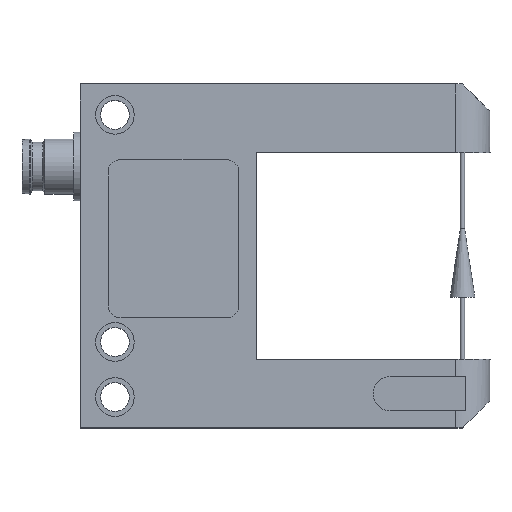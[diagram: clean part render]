
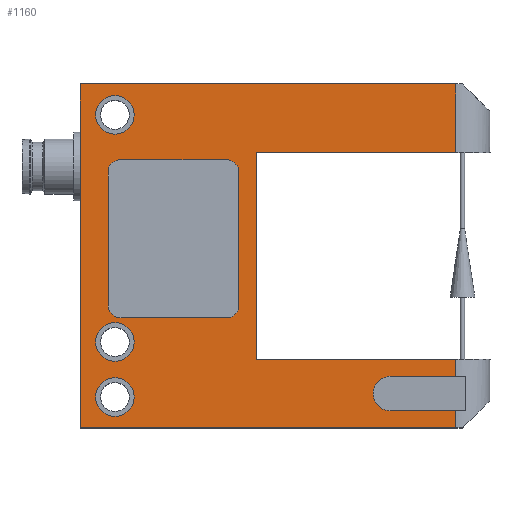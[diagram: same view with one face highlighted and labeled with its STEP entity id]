
A CAD part, top view. The second image highlights one B-rep face of the part: STEP entity #1160.
In plain terms, the highlighted planar face has unit normal (0, 0, 1).
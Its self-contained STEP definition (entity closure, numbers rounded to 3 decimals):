
#90=LINE('',#1887,#162);
#91=LINE('',#1891,#163);
#92=LINE('',#1895,#164);
#93=LINE('',#1899,#165);
#94=LINE('',#1900,#166);
#95=LINE('',#1903,#167);
#96=LINE('',#1907,#168);
#97=LINE('',#1909,#169);
#98=LINE('',#1911,#170);
#99=LINE('',#1913,#171);
#100=LINE('',#1915,#172);
#101=LINE('',#1917,#173);
#102=LINE('',#1919,#174);
#103=LINE('',#1921,#175);
#104=LINE('',#1923,#176);
#105=LINE('',#1925,#177);
#162=VECTOR('',#1475,1000.);
#163=VECTOR('',#1478,1000.);
#164=VECTOR('',#1481,1000.);
#165=VECTOR('',#1484,1000.);
#166=VECTOR('',#1485,1000.);
#167=VECTOR('',#1486,1000.);
#168=VECTOR('',#1489,1000.);
#169=VECTOR('',#1490,1000.);
#170=VECTOR('',#1491,1000.);
#171=VECTOR('',#1492,1000.);
#172=VECTOR('',#1493,1000.);
#173=VECTOR('',#1494,1000.);
#174=VECTOR('',#1495,1000.);
#175=VECTOR('',#1496,1000.);
#176=VECTOR('',#1497,1000.);
#177=VECTOR('',#1498,1000.);
#242=ORIENTED_EDGE('',*,*,#542,.T.);
#243=ORIENTED_EDGE('',*,*,#543,.T.);
#244=ORIENTED_EDGE('',*,*,#544,.T.);
#245=ORIENTED_EDGE('',*,*,#545,.F.);
#246=ORIENTED_EDGE('',*,*,#546,.F.);
#247=ORIENTED_EDGE('',*,*,#547,.F.);
#248=ORIENTED_EDGE('',*,*,#548,.F.);
#249=ORIENTED_EDGE('',*,*,#549,.F.);
#250=ORIENTED_EDGE('',*,*,#550,.F.);
#251=ORIENTED_EDGE('',*,*,#551,.F.);
#252=ORIENTED_EDGE('',*,*,#552,.F.);
#253=ORIENTED_EDGE('',*,*,#553,.T.);
#254=ORIENTED_EDGE('',*,*,#554,.T.);
#255=ORIENTED_EDGE('',*,*,#555,.T.);
#256=ORIENTED_EDGE('',*,*,#556,.T.);
#257=ORIENTED_EDGE('',*,*,#557,.T.);
#258=ORIENTED_EDGE('',*,*,#558,.T.);
#259=ORIENTED_EDGE('',*,*,#559,.T.);
#260=ORIENTED_EDGE('',*,*,#560,.T.);
#261=ORIENTED_EDGE('',*,*,#561,.T.);
#262=ORIENTED_EDGE('',*,*,#562,.T.);
#263=ORIENTED_EDGE('',*,*,#563,.T.);
#264=ORIENTED_EDGE('',*,*,#564,.T.);
#265=ORIENTED_EDGE('',*,*,#565,.T.);
#542=EDGE_CURVE('',#692,#692,#790,.T.);
#543=EDGE_CURVE('',#693,#693,#791,.T.);
#544=EDGE_CURVE('',#694,#694,#792,.T.);
#545=EDGE_CURVE('',#695,#696,#793,.T.);
#546=EDGE_CURVE('',#697,#695,#90,.T.);
#547=EDGE_CURVE('',#698,#697,#794,.T.);
#548=EDGE_CURVE('',#699,#698,#91,.T.);
#549=EDGE_CURVE('',#700,#699,#795,.T.);
#550=EDGE_CURVE('',#701,#700,#92,.T.);
#551=EDGE_CURVE('',#702,#701,#796,.T.);
#552=EDGE_CURVE('',#696,#702,#93,.T.);
#553=EDGE_CURVE('',#703,#704,#94,.F.);
#554=EDGE_CURVE('',#704,#705,#95,.T.);
#555=EDGE_CURVE('',#705,#706,#797,.F.);
#556=EDGE_CURVE('',#706,#707,#96,.T.);
#557=EDGE_CURVE('',#707,#708,#97,.F.);
#558=EDGE_CURVE('',#708,#709,#98,.T.);
#559=EDGE_CURVE('',#709,#710,#99,.T.);
#560=EDGE_CURVE('',#710,#711,#100,.T.);
#561=EDGE_CURVE('',#711,#712,#101,.F.);
#562=EDGE_CURVE('',#712,#713,#102,.T.);
#563=EDGE_CURVE('',#713,#714,#103,.T.);
#564=EDGE_CURVE('',#714,#715,#104,.T.);
#565=EDGE_CURVE('',#715,#703,#105,.T.);
#692=VERTEX_POINT('',#1879);
#693=VERTEX_POINT('',#1881);
#694=VERTEX_POINT('',#1883);
#695=VERTEX_POINT('',#1885);
#696=VERTEX_POINT('',#1886);
#697=VERTEX_POINT('',#1888);
#698=VERTEX_POINT('',#1890);
#699=VERTEX_POINT('',#1892);
#700=VERTEX_POINT('',#1894);
#701=VERTEX_POINT('',#1896);
#702=VERTEX_POINT('',#1898);
#703=VERTEX_POINT('',#1901);
#704=VERTEX_POINT('',#1902);
#705=VERTEX_POINT('',#1904);
#706=VERTEX_POINT('',#1906);
#707=VERTEX_POINT('',#1908);
#708=VERTEX_POINT('',#1910);
#709=VERTEX_POINT('',#1912);
#710=VERTEX_POINT('',#1914);
#711=VERTEX_POINT('',#1916);
#712=VERTEX_POINT('',#1918);
#713=VERTEX_POINT('',#1920);
#714=VERTEX_POINT('',#1922);
#715=VERTEX_POINT('',#1924);
#790=CIRCLE('',#1277,2.8);
#791=CIRCLE('',#1278,2.8);
#792=CIRCLE('',#1279,2.8);
#793=CIRCLE('',#1280,1.8);
#794=CIRCLE('',#1281,1.8);
#795=CIRCLE('',#1282,1.8);
#796=CIRCLE('',#1283,1.9);
#797=CIRCLE('',#1284,2.5);
#863=EDGE_LOOP('',(#242));
#864=EDGE_LOOP('',(#243));
#865=EDGE_LOOP('',(#244));
#866=EDGE_LOOP('',(#245,#246,#247,#248,#249,#250,#251,#252));
#867=EDGE_LOOP('',(#253,#254,#255,#256,#257,#258,#259,#260,#261,#262,#263,
#264,#265));
#993=FACE_BOUND('',#863,.T.);
#994=FACE_BOUND('',#864,.T.);
#995=FACE_BOUND('',#865,.T.);
#996=FACE_BOUND('',#866,.T.);
#997=FACE_BOUND('',#867,.T.);
#1119=PLANE('',#1276);
#1160=ADVANCED_FACE('',(#993,#994,#995,#996,#997),#1119,.T.);
#1276=AXIS2_PLACEMENT_3D('',#1877,#1465,#1466);
#1277=AXIS2_PLACEMENT_3D('',#1878,#1467,#1468);
#1278=AXIS2_PLACEMENT_3D('',#1880,#1469,#1470);
#1279=AXIS2_PLACEMENT_3D('',#1882,#1471,#1472);
#1280=AXIS2_PLACEMENT_3D('',#1884,#1473,#1474);
#1281=AXIS2_PLACEMENT_3D('',#1889,#1476,#1477);
#1282=AXIS2_PLACEMENT_3D('',#1893,#1479,#1480);
#1283=AXIS2_PLACEMENT_3D('',#1897,#1482,#1483);
#1284=AXIS2_PLACEMENT_3D('',#1905,#1487,#1488);
#1465=DIRECTION('',(0.,0.,1.));
#1466=DIRECTION('',(1.,0.,0.));
#1467=DIRECTION('',(0.,0.,-1.));
#1468=DIRECTION('',(-1.,0.,0.));
#1469=DIRECTION('',(0.,0.,-1.));
#1470=DIRECTION('',(-1.,0.,0.));
#1471=DIRECTION('',(0.,0.,-1.));
#1472=DIRECTION('',(-1.,0.,0.));
#1473=DIRECTION('',(0.,0.,1.));
#1474=DIRECTION('',(1.,0.,0.));
#1475=DIRECTION('',(-1.,0.,0.));
#1476=DIRECTION('',(0.,0.,1.));
#1477=DIRECTION('',(1.,0.,0.));
#1478=DIRECTION('',(0.,1.,0.));
#1479=DIRECTION('',(0.,0.,1.));
#1480=DIRECTION('',(1.,0.,0.));
#1481=DIRECTION('',(1.,0.,0.));
#1482=DIRECTION('',(0.,0.,1.));
#1483=DIRECTION('',(1.,0.,0.));
#1484=DIRECTION('',(0.,-1.,0.));
#1485=DIRECTION('',(0.,-1.,0.));
#1486=DIRECTION('',(-1.,0.,0.));
#1487=DIRECTION('',(0.,0.,1.));
#1488=DIRECTION('',(1.,0.,0.));
#1489=DIRECTION('',(1.,0.,0.));
#1490=DIRECTION('',(0.,-1.,0.));
#1491=DIRECTION('',(-1.,0.,0.));
#1492=DIRECTION('',(0.,1.,0.));
#1493=DIRECTION('',(1.,0.,0.));
#1494=DIRECTION('',(0.,-1.,0.));
#1495=DIRECTION('',(-1.,0.,0.));
#1496=DIRECTION('',(0.,-1.,0.));
#1497=DIRECTION('',(0.,-1.,0.));
#1498=DIRECTION('',(1.,0.,0.));
#1877=CARTESIAN_POINT('',(0.,0.,5.));
#1878=CARTESIAN_POINT('',(5.,20.5,5.));
#1879=CARTESIAN_POINT('',(2.2,20.5,5.));
#1880=CARTESIAN_POINT('',(5.,-12.5,5.));
#1881=CARTESIAN_POINT('',(2.2,-12.5,5.));
#1882=CARTESIAN_POINT('',(5.,-20.5,5.));
#1883=CARTESIAN_POINT('',(2.2,-20.5,5.));
#1884=CARTESIAN_POINT('',(5.8,12.2,5.));
#1885=CARTESIAN_POINT('',(5.8,14.,5.));
#1886=CARTESIAN_POINT('',(4.,12.2,5.));
#1887=CARTESIAN_POINT('',(21.2,14.,5.));
#1888=CARTESIAN_POINT('',(21.2,14.,5.));
#1889=CARTESIAN_POINT('',(21.2,12.2,5.));
#1890=CARTESIAN_POINT('',(23.,12.2,5.));
#1891=CARTESIAN_POINT('',(23.,-7.2,5.));
#1892=CARTESIAN_POINT('',(23.,-7.2,5.));
#1893=CARTESIAN_POINT('',(21.2,-7.2,5.));
#1894=CARTESIAN_POINT('',(21.2,-9.,5.));
#1895=CARTESIAN_POINT('',(5.9,-9.,5.));
#1896=CARTESIAN_POINT('',(5.9,-9.,5.));
#1897=CARTESIAN_POINT('',(5.9,-7.1,5.));
#1898=CARTESIAN_POINT('',(4.,-7.1,5.));
#1899=CARTESIAN_POINT('',(4.,12.2,5.));
#1900=CARTESIAN_POINT('',(54.5,35.,5.));
#1901=CARTESIAN_POINT('',(54.5,-25.,5.));
#1902=CARTESIAN_POINT('',(54.5,-22.5,5.));
#1903=CARTESIAN_POINT('',(0.,-22.5,5.));
#1904=CARTESIAN_POINT('',(45.,-22.5,5.));
#1905=CARTESIAN_POINT('',(45.,-20.,5.));
#1906=CARTESIAN_POINT('',(45.,-17.5,5.));
#1907=CARTESIAN_POINT('',(0.,-17.5,5.));
#1908=CARTESIAN_POINT('',(54.5,-17.5,5.));
#1909=CARTESIAN_POINT('',(54.5,35.,5.));
#1910=CARTESIAN_POINT('',(54.5,-15.,5.));
#1911=CARTESIAN_POINT('',(60.5,-15.,5.));
#1912=CARTESIAN_POINT('',(25.5,-15.,5.));
#1913=CARTESIAN_POINT('',(25.5,-15.,5.));
#1914=CARTESIAN_POINT('',(25.5,15.,5.));
#1915=CARTESIAN_POINT('',(25.5,15.,5.));
#1916=CARTESIAN_POINT('',(54.5,15.,5.));
#1917=CARTESIAN_POINT('',(54.5,35.,5.));
#1918=CARTESIAN_POINT('',(54.5,25.,5.));
#1919=CARTESIAN_POINT('',(55.5,25.,5.));
#1920=CARTESIAN_POINT('',(0.,25.,5.));
#1921=CARTESIAN_POINT('',(0.,25.,5.));
#1922=CARTESIAN_POINT('',(0.,13.,5.));
#1923=CARTESIAN_POINT('',(0.,25.,5.));
#1924=CARTESIAN_POINT('',(0.,-25.,5.));
#1925=CARTESIAN_POINT('',(0.,-25.,5.));
